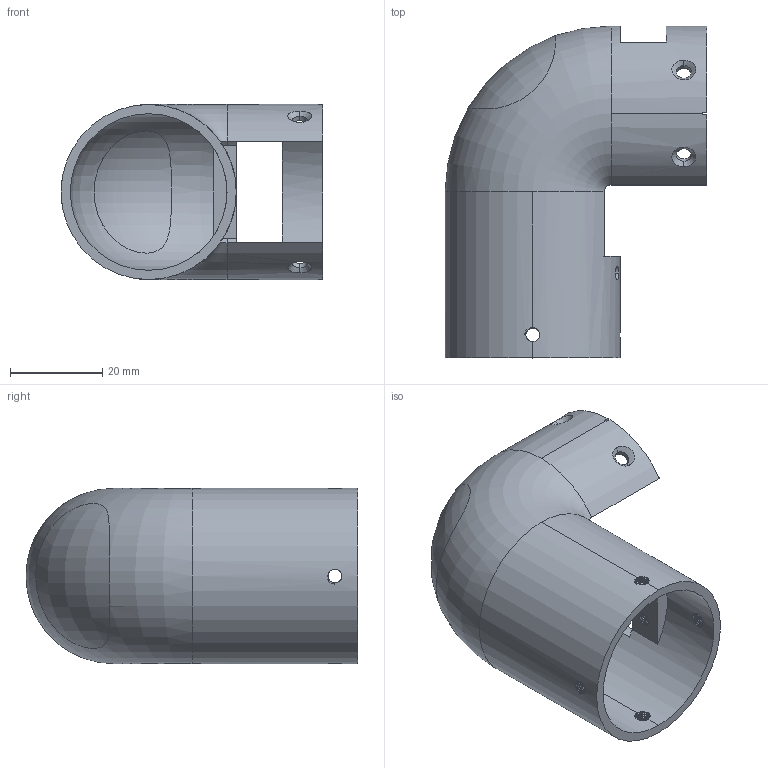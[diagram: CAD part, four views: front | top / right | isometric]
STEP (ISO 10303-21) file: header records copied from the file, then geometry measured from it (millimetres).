
FILE_DESCRIPTION (( 'STEP AP214' ), '1' );
FILE_NAME ('Ong_duoi_cung_da_sua_mark_81.STEP', '2022-08-08T23:57:56', ( 'pc' ), ( '' ), 'SwSTEP 2.0', 'SolidWorks 2018', '' );
FILE_SCHEMA (( 'AUTOMOTIVE_DESIGN' ));
Length unit declared in the file: millimetre
Products named in the file (1): Ong_duoi_cung_da_sua_mark_81
Bounding box: 56.8 x 72 x 38 mm (x, y, z)
Volume: 17035 mm3; surface area: 18420.9 mm2
Topology: 2 solids, 2 shells, 188 faces, 535 edges, 346 vertices
Faces by surface type: cylinder 110, plane 42, bspline 24, cone 8, torus 4
Entity records: 11575 total; most frequent: CARTESIAN_POINT 7287, ORIENTED_EDGE 1070, DIRECTION 690, EDGE_CURVE 535, VERTEX_POINT 346, AXIS2_PLACEMENT_3D 237, VECTOR 216, LINE 216
